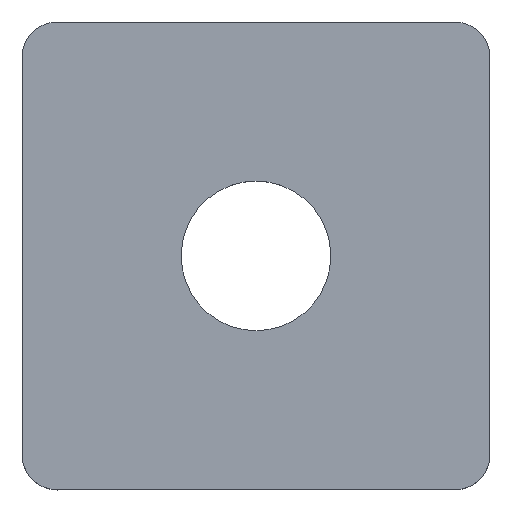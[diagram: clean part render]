
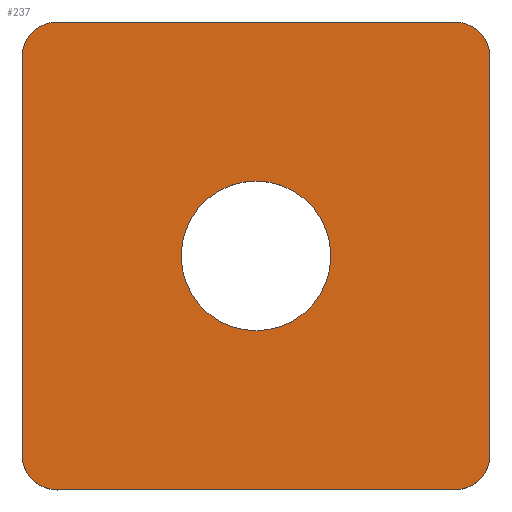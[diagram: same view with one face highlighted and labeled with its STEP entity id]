
A CAD part, top view. The second image highlights one B-rep face of the part: STEP entity #237.
In plain terms, the highlighted planar face has unit normal (0, 0, 1).
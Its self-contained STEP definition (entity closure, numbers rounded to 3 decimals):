
#17=PLANE('',#277);
#33=CIRCLE('',#264,3.2);
#34=CIRCLE('',#267,1.5);
#35=CIRCLE('',#270,1.5);
#36=CIRCLE('',#273,1.5);
#37=CIRCLE('',#276,1.5);
#89=ORIENTED_EDGE('',*,*,#130,.F.);
#90=ORIENTED_EDGE('',*,*,#115,.T.);
#91=ORIENTED_EDGE('',*,*,#118,.F.);
#92=ORIENTED_EDGE('',*,*,#120,.F.);
#93=ORIENTED_EDGE('',*,*,#122,.F.);
#94=ORIENTED_EDGE('',*,*,#124,.F.);
#95=ORIENTED_EDGE('',*,*,#126,.F.);
#96=ORIENTED_EDGE('',*,*,#128,.F.);
#97=ORIENTED_EDGE('',*,*,#113,.F.);
#113=EDGE_CURVE('',#143,#143,#33,.T.);
#115=EDGE_CURVE('',#144,#145,#158,.T.);
#118=EDGE_CURVE('',#146,#145,#34,.T.);
#120=EDGE_CURVE('',#147,#146,#162,.T.);
#122=EDGE_CURVE('',#148,#147,#35,.T.);
#124=EDGE_CURVE('',#149,#148,#165,.T.);
#126=EDGE_CURVE('',#150,#149,#36,.T.);
#128=EDGE_CURVE('',#151,#150,#168,.T.);
#130=EDGE_CURVE('',#144,#151,#37,.T.);
#143=VERTEX_POINT('',#384);
#144=VERTEX_POINT('',#388);
#145=VERTEX_POINT('',#389);
#146=VERTEX_POINT('',#394);
#147=VERTEX_POINT('',#398);
#148=VERTEX_POINT('',#402);
#149=VERTEX_POINT('',#406);
#150=VERTEX_POINT('',#410);
#151=VERTEX_POINT('',#414);
#158=LINE('',#387,#176);
#162=LINE('',#397,#180);
#165=LINE('',#405,#183);
#168=LINE('',#413,#186);
#176=VECTOR('',#315,1000.);
#180=VECTOR('',#325,1000.);
#183=VECTOR('',#334,1000.);
#186=VECTOR('',#343,1000.);
#202=EDGE_LOOP('',(#89,#90,#91,#92,#93,#94,#95,#96));
#203=EDGE_LOOP('',(#97));
#220=FACE_BOUND('',#202,.T.);
#221=FACE_BOUND('',#203,.T.);
#237=ADVANCED_FACE('',(#220,#221),#17,.T.);
#264=AXIS2_PLACEMENT_3D('',#383,#310,#311);
#267=AXIS2_PLACEMENT_3D('',#393,#320,#321);
#270=AXIS2_PLACEMENT_3D('',#401,#329,#330);
#273=AXIS2_PLACEMENT_3D('',#409,#338,#339);
#276=AXIS2_PLACEMENT_3D('',#417,#347,#348);
#277=AXIS2_PLACEMENT_3D('',#418,#349,#350);
#310=DIRECTION('',(0.,0.,1.));
#311=DIRECTION('',(-1.,0.,0.));
#315=DIRECTION('',(1.,0.,0.));
#320=DIRECTION('',(0.,0.,-1.));
#321=DIRECTION('',(1.,0.,0.));
#325=DIRECTION('',(0.,-1.,0.));
#329=DIRECTION('',(0.,0.,-1.));
#330=DIRECTION('',(0.,1.,0.));
#334=DIRECTION('',(1.,0.,0.));
#338=DIRECTION('',(0.,0.,-1.));
#339=DIRECTION('',(-1.,0.,0.));
#343=DIRECTION('',(0.,1.,0.));
#347=DIRECTION('',(0.,0.,-1.));
#348=DIRECTION('',(0.,-1.,0.));
#349=DIRECTION('',(0.,0.,1.));
#350=DIRECTION('',(-1.,0.,0.));
#383=CARTESIAN_POINT('',(-20.,-235.,-675.));
#384=CARTESIAN_POINT('',(-23.2,-235.,-675.));
#387=CARTESIAN_POINT('',(-20.,-245.,-675.));
#388=CARTESIAN_POINT('',(-28.5,-245.,-675.));
#389=CARTESIAN_POINT('',(-11.5,-245.,-675.));
#393=CARTESIAN_POINT('',(-11.5,-243.5,-675.));
#394=CARTESIAN_POINT('',(-10.,-243.5,-675.));
#397=CARTESIAN_POINT('',(-10.,-235.,-675.));
#398=CARTESIAN_POINT('',(-10.,-226.5,-675.));
#401=CARTESIAN_POINT('',(-11.5,-226.5,-675.));
#402=CARTESIAN_POINT('',(-11.5,-225.,-675.));
#405=CARTESIAN_POINT('',(-20.,-225.,-675.));
#406=CARTESIAN_POINT('',(-28.5,-225.,-675.));
#409=CARTESIAN_POINT('',(-28.5,-226.5,-675.));
#410=CARTESIAN_POINT('',(-30.,-226.5,-675.));
#413=CARTESIAN_POINT('',(-30.,-235.,-675.));
#414=CARTESIAN_POINT('',(-30.,-243.5,-675.));
#417=CARTESIAN_POINT('',(-28.5,-243.5,-675.));
#418=CARTESIAN_POINT('',(-9.999,-224.999,-675.));
